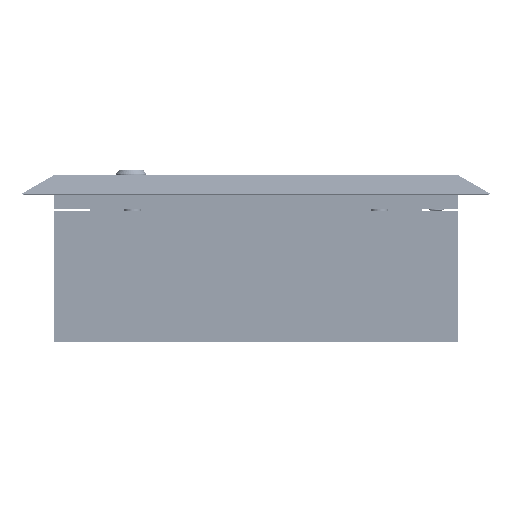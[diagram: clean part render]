
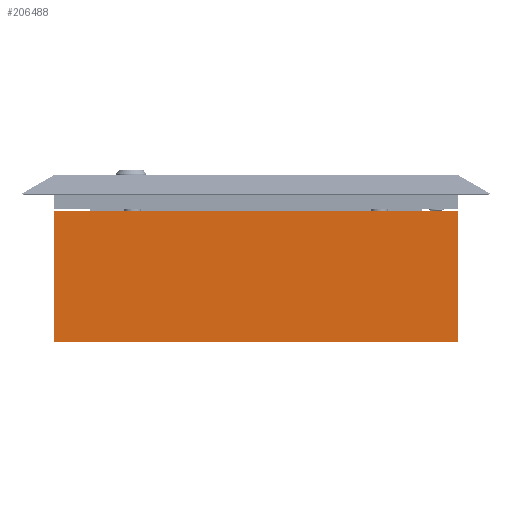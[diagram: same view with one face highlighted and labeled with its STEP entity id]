
A CAD part, front view. The second image highlights one B-rep face of the part: STEP entity #206488.
In plain terms, the highlighted planar face has unit normal (0, -1, 0).
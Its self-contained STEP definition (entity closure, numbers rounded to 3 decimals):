
#10195 = EDGE_CURVE ( 'NONE', #531904, #517321, #45581, .T. ) ;
#17414 = EDGE_CURVE ( 'NONE', #125831, #208380, #348525, .T. ) ;
#45581 = LINE ( 'NONE', #175102, #264353 ) ;
#89516 = DIRECTION ( 'NONE',  ( 0., 0., 1. ) ) ;
#95411 = CARTESIAN_POINT ( 'NONE',  ( -156.355, -768.78, 554.919 ) ) ;
#108403 = CARTESIAN_POINT ( 'NONE',  ( -313.855, -768.78, 452.119 ) ) ;
#125831 = VERTEX_POINT ( 'NONE', #385831 ) ;
#130751 = FACE_OUTER_BOUND ( 'NONE', #352468, .T. ) ;
#133291 = ORIENTED_EDGE ( 'NONE', *, *, #10195, .F. ) ;
#175102 = CARTESIAN_POINT ( 'NONE',  ( 1.145, -768.78, 458.576 ) ) ;
#206488 = ADVANCED_FACE ( 'NONE', ( #130751 ), #296216, .F. ) ;
#208380 = VERTEX_POINT ( 'NONE', #108403 ) ;
#212307 = ORIENTED_EDGE ( 'NONE', *, *, #267594, .T. ) ;
#221455 = CARTESIAN_POINT ( 'NONE',  ( 1.145, -768.78, 554.919 ) ) ;
#237155 = ORIENTED_EDGE ( 'NONE', *, *, #323910, .F. ) ;
#244205 = CARTESIAN_POINT ( 'NONE',  ( 1.145, -768.78, 452.119 ) ) ;
#264353 = VECTOR ( 'NONE', #384731, 1000. ) ;
#267594 = EDGE_CURVE ( 'NONE', #208380, #517321, #285036, .T. ) ;
#285036 = LINE ( 'NONE', #489472, #503452 ) ;
#296216 = PLANE ( 'NONE',  #308508 ) ;
#308508 = AXIS2_PLACEMENT_3D ( 'NONE', #423271, #475568, #89516 ) ;
#323910 = EDGE_CURVE ( 'NONE', #125831, #531904, #431972, .T. ) ;
#348525 = LINE ( 'NONE', #351218, #424002 ) ;
#351218 = CARTESIAN_POINT ( 'NONE',  ( -313.855, -768.78, 458.576 ) ) ;
#351704 = DIRECTION ( 'NONE',  ( 1., 0., 0. ) ) ;
#352468 = EDGE_LOOP ( 'NONE', ( #212307, #133291, #237155, #417334 ) ) ;
#384731 = DIRECTION ( 'NONE',  ( 0., 0., -1. ) ) ;
#385831 = CARTESIAN_POINT ( 'NONE',  ( -313.855, -768.78, 554.919 ) ) ;
#392742 = DIRECTION ( 'NONE',  ( 0., 0., -1. ) ) ;
#417334 = ORIENTED_EDGE ( 'NONE', *, *, #17414, .T. ) ;
#423271 = CARTESIAN_POINT ( 'NONE',  ( -156.355, -768.78, 452.919 ) ) ;
#424002 = VECTOR ( 'NONE', #392742, 1000. ) ;
#431972 = LINE ( 'NONE', #95411, #539086 ) ;
#445340 = DIRECTION ( 'NONE',  ( 1., 0., 0. ) ) ;
#475568 = DIRECTION ( 'NONE',  ( 0., 1., 0. ) ) ;
#489472 = CARTESIAN_POINT ( 'NONE',  ( -156.355, -768.78, 452.119 ) ) ;
#503452 = VECTOR ( 'NONE', #445340, 1000. ) ;
#517321 = VERTEX_POINT ( 'NONE', #244205 ) ;
#531904 = VERTEX_POINT ( 'NONE', #221455 ) ;
#539086 = VECTOR ( 'NONE', #351704, 1000. ) ;
